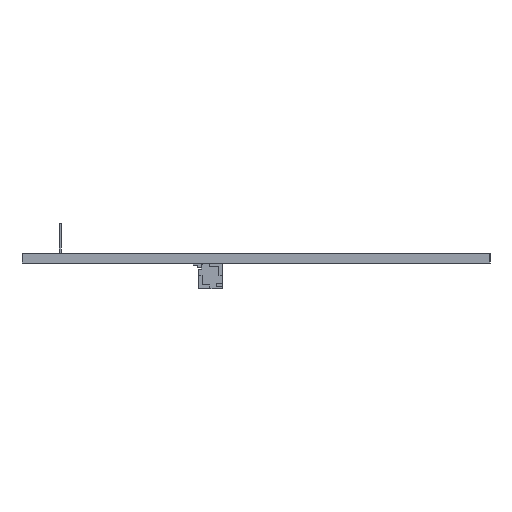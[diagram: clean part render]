
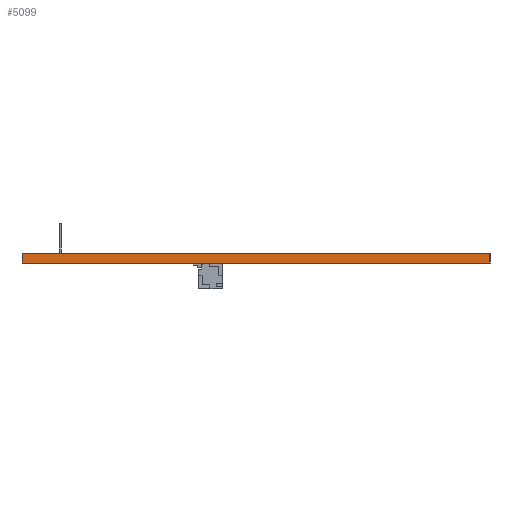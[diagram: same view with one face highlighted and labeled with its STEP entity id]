
A CAD part, left-side view. The second image highlights one B-rep face of the part: STEP entity #5099.
In plain terms, the highlighted planar face has unit normal (-1, 0, 0).
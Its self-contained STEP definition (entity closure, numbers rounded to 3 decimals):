
#5043 = VERTEX_POINT('',#5044);
#5044 = CARTESIAN_POINT('',(102.475,-136.65,1.6));
#5050 = EDGE_CURVE('',#5051,#5043,#5053,.T.);
#5051 = VERTEX_POINT('',#5052);
#5052 = CARTESIAN_POINT('',(102.475,-136.65,0.));
#5053 = LINE('',#5054,#5055);
#5054 = CARTESIAN_POINT('',(102.475,-136.65,0.));
#5055 = VECTOR('',#5056,1.);
#5056 = DIRECTION('',(0.,0.,1.));
#5099 = ADVANCED_FACE('',(#5100),#5125,.T.);
#5100 = FACE_BOUND('',#5101,.T.);
#5101 = EDGE_LOOP('',(#5102,#5103,#5111,#5119));
#5102 = ORIENTED_EDGE('',*,*,#5050,.T.);
#5103 = ORIENTED_EDGE('',*,*,#5104,.T.);
#5104 = EDGE_CURVE('',#5043,#5105,#5107,.T.);
#5105 = VERTEX_POINT('',#5106);
#5106 = CARTESIAN_POINT('',(102.475,-58.65,1.6));
#5107 = LINE('',#5108,#5109);
#5108 = CARTESIAN_POINT('',(102.475,-136.65,1.6));
#5109 = VECTOR('',#5110,1.);
#5110 = DIRECTION('',(0.,1.,0.));
#5111 = ORIENTED_EDGE('',*,*,#5112,.F.);
#5112 = EDGE_CURVE('',#5113,#5105,#5115,.T.);
#5113 = VERTEX_POINT('',#5114);
#5114 = CARTESIAN_POINT('',(102.475,-58.65,0.));
#5115 = LINE('',#5116,#5117);
#5116 = CARTESIAN_POINT('',(102.475,-58.65,0.));
#5117 = VECTOR('',#5118,1.);
#5118 = DIRECTION('',(0.,0.,1.));
#5119 = ORIENTED_EDGE('',*,*,#5120,.F.);
#5120 = EDGE_CURVE('',#5051,#5113,#5121,.T.);
#5121 = LINE('',#5122,#5123);
#5122 = CARTESIAN_POINT('',(102.475,-136.65,0.));
#5123 = VECTOR('',#5124,1.);
#5124 = DIRECTION('',(0.,1.,0.));
#5125 = PLANE('',#5126);
#5126 = AXIS2_PLACEMENT_3D('',#5127,#5128,#5129);
#5127 = CARTESIAN_POINT('',(102.475,-136.65,0.));
#5128 = DIRECTION('',(-1.,0.,0.));
#5129 = DIRECTION('',(0.,1.,0.));
